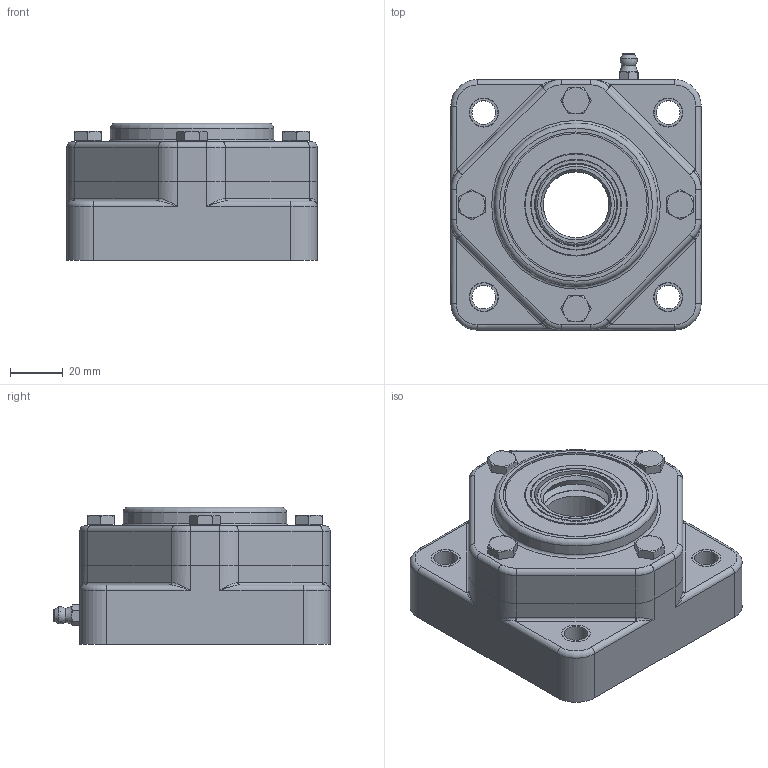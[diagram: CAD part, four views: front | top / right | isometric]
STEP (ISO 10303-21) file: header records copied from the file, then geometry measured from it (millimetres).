
FILE_DESCRIPTION(/* description */ (''),/* implementation_level */ '2;1');
FILE_NAME(/* name */ 'NGB25F41.stp',/* time_stamp */ '2024-09-27T08:35:19+02:00',/* author */ ('rkk'),/* organization */ (''),/* preprocessor_version */ 'ST-DEVELOPER v19.2',/* originating_system */ 'Autodesk Inventor 2023',/* authorisation */ '');
FILE_SCHEMA (('AUTOMOTIVE_DESIGN { 1 0 10303 214 3 1 1 }'));
Length unit declared in the file: millimetre
Products named in the file (13): NGB25F41; KI802520-01; Flangelejehus NGB 25-F4; KI820025; KI802515-01; KI820035; KI802590; KI820010; KI802570; KI820055; KI810013; KI802550; KI820400
Assembly tree (22 placements, depth 3):
  NGB25F41
    KI802520-01
      Flangelejehus NGB 25-F4
      KI820025  x4
    KI802515-01
    KI820035
    KI802590
    KI820010
    KI802570  x2
    KI820055  x4
    KI810013
    KI802550
    KI820400  x4
Bounding box: 95 x 104.8 x 52.15 mm (x, y, z)
Volume: 291597.2 mm3; surface area: 102601.2 mm2
Topology: 26 solids, 29 shells, 765 faces, 1797 edges, 1128 vertices
Faces by surface type: plane 311, cylinder 258, torus 97, cone 86, bspline 8, sphere 5
Full cylindrical faces by diameter (mm): 2.4 x1, 3 x1, 4 x1, 4.917 x4, 5.459 x4, 6 x7, 6.5 x4, 7 x8, 7.8 x8, 8 x2, 8.7 x4, 9 x8, 10.8 x4, 11 x4, 25 x2, 29.2 x2, 30.5 x2, 31.5 x2, 32.87 x2, 34 x2, 34.45 x1, 35 x4, 37.5 x1, 38.5 x1, 39 x1, 42.35 x1, 43.93 x4, 54 x2, 55.2 x1, 60.5 x2
Entity records: 18511 total; most frequent: CARTESIAN_POINT 3942, DIRECTION 3196, ORIENTED_EDGE 2790, EDGE_CURVE 1395, AXIS2_PLACEMENT_3D 1290, VERTEX_POINT 898, CIRCLE 683, EDGE_LOOP 669
